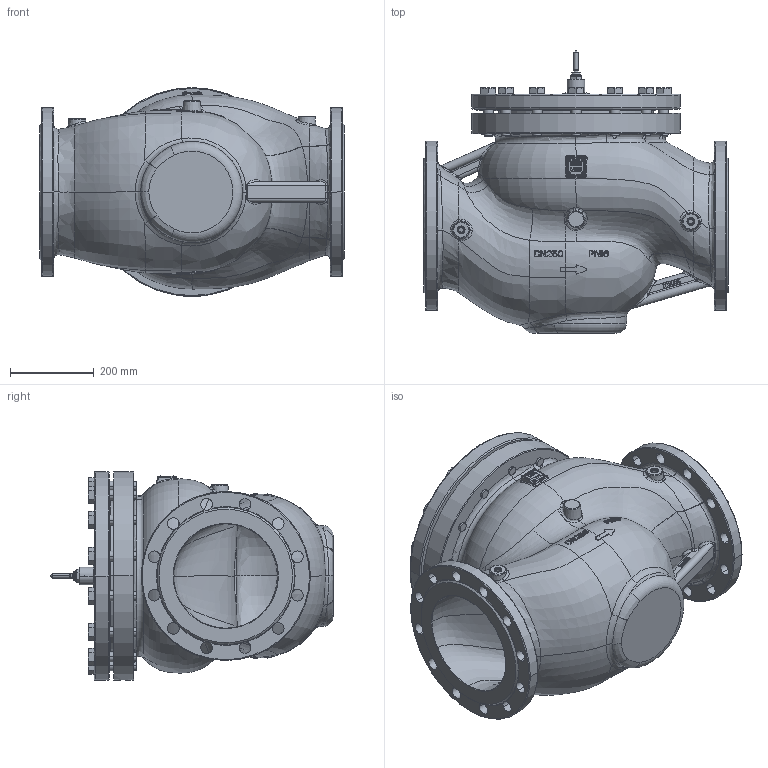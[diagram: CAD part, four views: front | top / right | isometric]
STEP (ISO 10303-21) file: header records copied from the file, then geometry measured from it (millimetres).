
FILE_DESCRIPTION((''),'2;1');
FILE_NAME('065B5506_VFG22_DN250_PN16_ASM_ASM','2018-02-16T',('U258099'),('Danfoss'),'CREO PARAMETRIC BY PTC INC, 2015480','CREO PARAMETRIC BY PTC INC, 2015480','');
FILE_SCHEMA(('CONFIG_CONTROL_DESIGN'));
Products named in the file (10): 88650060_VALVE_BODY_VFG_DN250_1; 88650760_VALVE_COVER_VFG_DN250_; 88652450_CONICAL_INS_DN250_1; 88651450_CON_INS_SUB_DN250_ASM__ASM; 88652240_VFG_STEM_DN250_1; HEX_SCREW_DIN931_M24X100_1; LABEL_PLATE_37X37_1; 5589607_1; 065B5506_VFG22_DN250_PN16_ASM_1_ASM; 065B5506_VFG22_DN250_PN16_ASM_ASM
Assembly tree (25 placements, depth 4):
  065B5506_VFG22_DN250_PN16_ASM_ASM
    065B5506_VFG22_DN250_PN16_ASM_1_ASM
      88650060_VALVE_BODY_VFG_DN250_1
      88650760_VALVE_COVER_VFG_DN250_
      88651450_CON_INS_SUB_DN250_ASM__ASM
        88652450_CONICAL_INS_DN250_1
      88652240_VFG_STEM_DN250_1
      HEX_SCREW_DIN931_M24X100_1  x14
      LABEL_PLATE_37X37_1
      5589607_1  x4
Bounding box: 730 x 676 x 500 mm (x, y, z)
Surface area: 3496032.8 mm2 (no closed solid volume)
Topology: 0 solids, 23 shells, 2775 faces, 7452 edges, 4793 vertices
Faces by surface type: plane 1680, cylinder 395, bspline 271, cone 223, torus 140, extrusion 45, sphere 14, revolution 7
Entity records: 108095 total; most frequent: CARTESIAN_POINT 50520, ORIENTED_EDGE 13142, DIRECTION 10085, EDGE_CURVE 6571, VERTEX_POINT 4304, VECTOR 3568, LINE 3523, AXIS2_PLACEMENT_3D 3255
